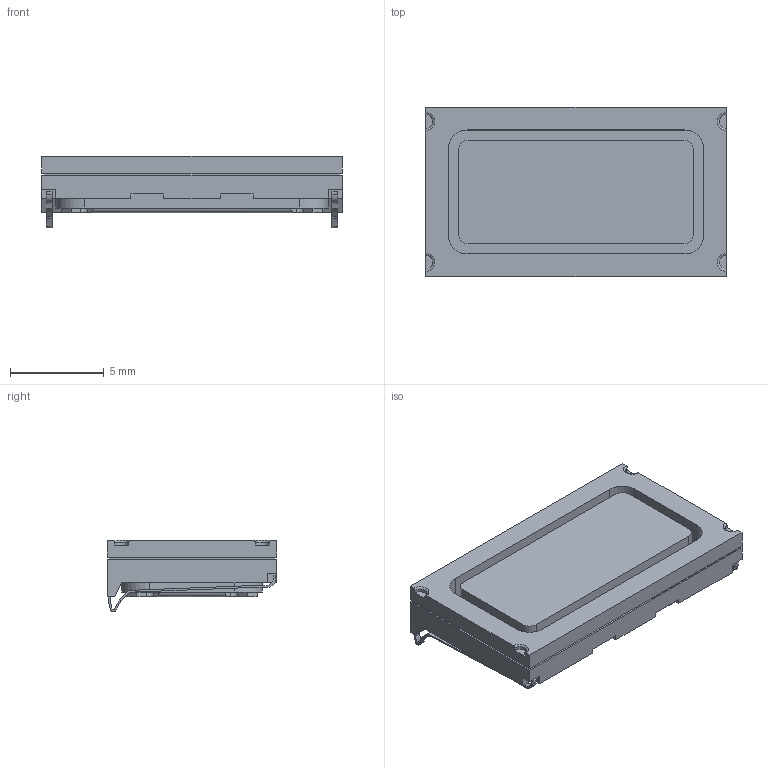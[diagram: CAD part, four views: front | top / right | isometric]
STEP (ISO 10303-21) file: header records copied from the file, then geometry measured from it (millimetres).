
FILE_DESCRIPTION(/* description */ ('Alibre Inc.'),/* implementation_level */ '2;1');
FILE_NAME(/* name */ 'export0',/* time_stamp */ '2018-10-21T08:51:50-05:00',/* author */ (''),/* organization */ (''),/* preprocessor_version */ 'ST-DEVELOPER v17',/* originating_system */ 'Alibre',/* authorisation */ '');
FILE_SCHEMA (('CONFIG_CONTROL_DESIGN'));
Length unit declared in the file: millimetre
Products named in the file (1): ID_1
Bounding box: 16 x 9 x 3.8 mm (x, y, z)
Volume: 364.1 mm3; surface area: 623.2 mm2
Topology: 1 solids, 1 shells, 223 faces, 634 edges, 420 vertices
Faces by surface type: plane 171, cylinder 48, torus 4
Entity records: 6862 total; most frequent: ORIENTED_EDGE 1268, CARTESIAN_POINT 1217, DIRECTION 953, EDGE_CURVE 634, VECTOR 485, LINE 485, VERTEX_POINT 420, AXIS2_PLACEMENT_3D 312
